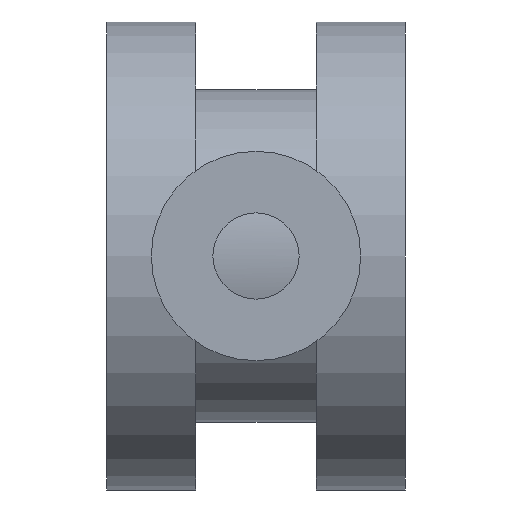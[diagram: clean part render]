
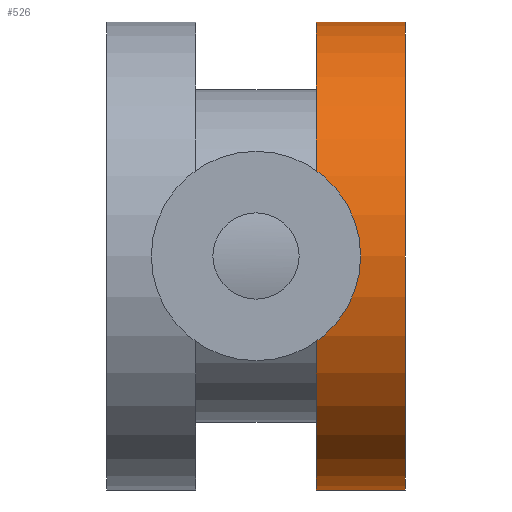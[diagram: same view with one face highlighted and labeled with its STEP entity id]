
A CAD part, left-side view. The second image highlights one B-rep face of the part: STEP entity #526.
In plain terms, the highlighted cylindrical face has radius 38 mm (diameter 76 mm), a full revolution.
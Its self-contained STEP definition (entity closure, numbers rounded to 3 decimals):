
#57=FACE_OUTER_BOUND('',#94,.T.);
#94=EDGE_LOOP('',(#365,#366,#367,#368));
#140=LINE('',#871,#164);
#164=VECTOR('',#688,38.);
#192=CIRCLE('',#593,38.);
#193=CIRCLE('',#594,38.);
#235=VERTEX_POINT('',#868);
#236=VERTEX_POINT('',#870);
#287=EDGE_CURVE('',#235,#235,#192,.T.);
#288=EDGE_CURVE('',#235,#236,#140,.T.);
#289=EDGE_CURVE('',#236,#236,#193,.T.);
#365=ORIENTED_EDGE('',*,*,#287,.F.);
#366=ORIENTED_EDGE('',*,*,#288,.T.);
#367=ORIENTED_EDGE('',*,*,#289,.T.);
#368=ORIENTED_EDGE('',*,*,#288,.F.);
#509=CYLINDRICAL_SURFACE('',#592,38.);
#526=ADVANCED_FACE('',(#57),#509,.T.);
#592=AXIS2_PLACEMENT_3D('',#867,#684,#685);
#593=AXIS2_PLACEMENT_3D('',#869,#686,#687);
#594=AXIS2_PLACEMENT_3D('',#872,#689,#690);
#684=DIRECTION('center_axis',(0.,-1.,0.));
#685=DIRECTION('ref_axis',(-1.,0.,0.));
#686=DIRECTION('center_axis',(0.,-1.,0.));
#687=DIRECTION('ref_axis',(1.,0.,0.));
#688=DIRECTION('',(0.,1.,0.));
#689=DIRECTION('center_axis',(0.,-1.,0.));
#690=DIRECTION('ref_axis',(1.,0.,0.));
#867=CARTESIAN_POINT('Origin',(-10.688,-15.71,0.));
#868=CARTESIAN_POINT('',(27.312,-22.96,0.));
#869=CARTESIAN_POINT('Origin',(-10.688,-22.96,0.));
#870=CARTESIAN_POINT('',(27.312,-8.46,0.));
#871=CARTESIAN_POINT('',(27.312,-15.71,0.));
#872=CARTESIAN_POINT('Origin',(-10.688,-8.46,0.));
